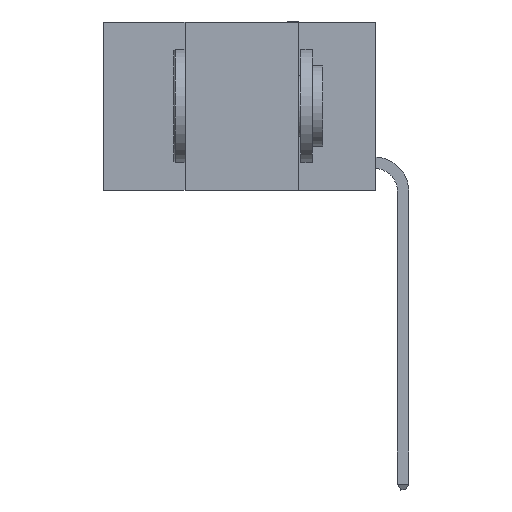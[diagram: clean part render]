
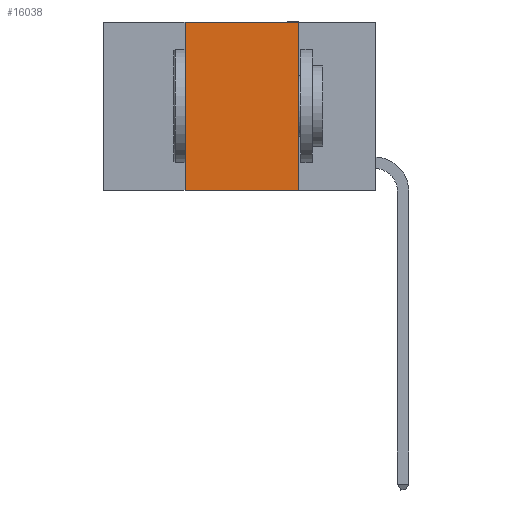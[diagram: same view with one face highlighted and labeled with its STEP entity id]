
A CAD part, left-side view. The second image highlights one B-rep face of the part: STEP entity #16038.
In plain terms, the highlighted planar face has unit normal (-1, 0, 0).
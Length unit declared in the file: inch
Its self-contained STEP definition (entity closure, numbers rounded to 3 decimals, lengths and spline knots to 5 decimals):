
#1658 = VERTEX_POINT ( 'NONE', #8069 ) ;
#1769 = LINE ( 'NONE', #14826, #14693 ) ;
#2896 = EDGE_CURVE ( 'NONE', #3524, #14710, #6352, .T. ) ;
#2905 = ORIENTED_EDGE ( 'NONE', *, *, #16334, .F. ) ;
#3441 = ORIENTED_EDGE ( 'NONE', *, *, #13503, .T. ) ;
#3524 = VERTEX_POINT ( 'NONE', #15164 ) ;
#3974 = DIRECTION ( 'NONE',  ( 1., 0., 0. ) ) ;
#4462 = VECTOR ( 'NONE', #8155, 39.37008 ) ;
#5142 = VERTEX_POINT ( 'NONE', #7980 ) ;
#5806 = VECTOR ( 'NONE', #11628, 39.37008 ) ;
#6352 = LINE ( 'NONE', #11608, #5806 ) ;
#6996 = AXIS2_PLACEMENT_3D ( 'NONE', #20549, #3974, #15708 ) ;
#7980 = CARTESIAN_POINT ( 'NONE',  ( 0., 0.17, -0.37 ) ) ;
#8069 = CARTESIAN_POINT ( 'NONE',  ( 0., 0.17, 0. ) ) ;
#8155 = DIRECTION ( 'NONE',  ( 0., -1., 0. ) ) ;
#8809 = FACE_OUTER_BOUND ( 'NONE', #16247, .T. ) ;
#9264 = CARTESIAN_POINT ( 'NONE',  ( 0., 0.17, 0. ) ) ;
#9963 = DIRECTION ( 'NONE',  ( 0., -1., 0. ) ) ;
#11608 = CARTESIAN_POINT ( 'NONE',  ( 0., 0.42, 0. ) ) ;
#11628 = DIRECTION ( 'NONE',  ( 0., 0., 1. ) ) ;
#12131 = VECTOR ( 'NONE', #20681, 39.37008 ) ;
#13503 = EDGE_CURVE ( 'NONE', #3524, #5142, #17274, .T. ) ;
#14690 = ORIENTED_EDGE ( 'NONE', *, *, #2896, .F. ) ;
#14693 = VECTOR ( 'NONE', #9963, 39.37008 ) ;
#14710 = VERTEX_POINT ( 'NONE', #14803 ) ;
#14803 = CARTESIAN_POINT ( 'NONE',  ( 0., 0.42, 0. ) ) ;
#14826 = CARTESIAN_POINT ( 'NONE',  ( 0., 0.6, 0. ) ) ;
#15016 = ORIENTED_EDGE ( 'NONE', *, *, #16063, .F. ) ;
#15164 = CARTESIAN_POINT ( 'NONE',  ( 0., 0.42, -0.37 ) ) ;
#15708 = DIRECTION ( 'NONE',  ( 0., 0., -1. ) ) ;
#15989 = LINE ( 'NONE', #9264, #12131 ) ;
#16038 = ADVANCED_FACE ( 'NONE', ( #8809 ), #18911, .F. ) ;
#16063 = EDGE_CURVE ( 'NONE', #1658, #5142, #15989, .T. ) ;
#16247 = EDGE_LOOP ( 'NONE', ( #15016, #2905, #14690, #3441 ) ) ;
#16334 = EDGE_CURVE ( 'NONE', #14710, #1658, #1769, .T. ) ;
#17274 = LINE ( 'NONE', #17996, #4462 ) ;
#17996 = CARTESIAN_POINT ( 'NONE',  ( 0., 0.6, -0.37 ) ) ;
#18911 = PLANE ( 'NONE',  #6996 ) ;
#20549 = CARTESIAN_POINT ( 'NONE',  ( 0., 0.6, 0. ) ) ;
#20681 = DIRECTION ( 'NONE',  ( 0., 0., -1. ) ) ;
